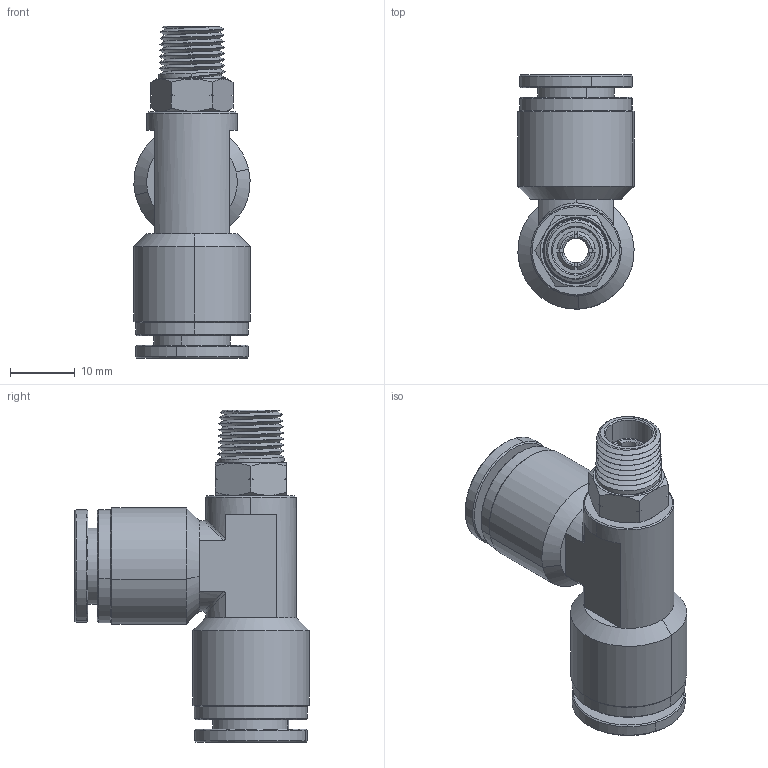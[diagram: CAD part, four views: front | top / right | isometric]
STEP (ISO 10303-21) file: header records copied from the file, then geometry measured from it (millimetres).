
FILE_DESCRIPTION (( 'STEP AP214' ), '1' );
FILE_NAME ('RTS3-8N1-8W.STEP', '2018-07-26T16:48:32', ( '' ), ( '' ), 'SwSTEP 2.0', 'SolidWorks 2016', '' );
FILE_SCHEMA (( 'AUTOMOTIVE_DESIGN' ));
Length unit declared in the file: millimetre
Products named in the file (1): RTS3-8N1-8W
Bounding box: 17.98 x 36.21 x 51.37 mm (x, y, z)
Volume: 7994.7 mm3; surface area: 13124.7 mm2
Topology: 12 solids, 12 shells, 899 faces, 2476 edges, 1616 vertices
Faces by surface type: plane 323, cone 308, cylinder 150, bspline 114, torus 4
Entity records: 44571 total; most frequent: CARTESIAN_POINT 13333, ORIENTED_EDGE 4952, DIRECTION 3832, EDGE_CURVE 2476, VERTEX_POINT 1616, AXIS2_PLACEMENT_3D 1553, B_SPLINE_CURVE_WITH_KNOTS 950, EDGE_LOOP 940
